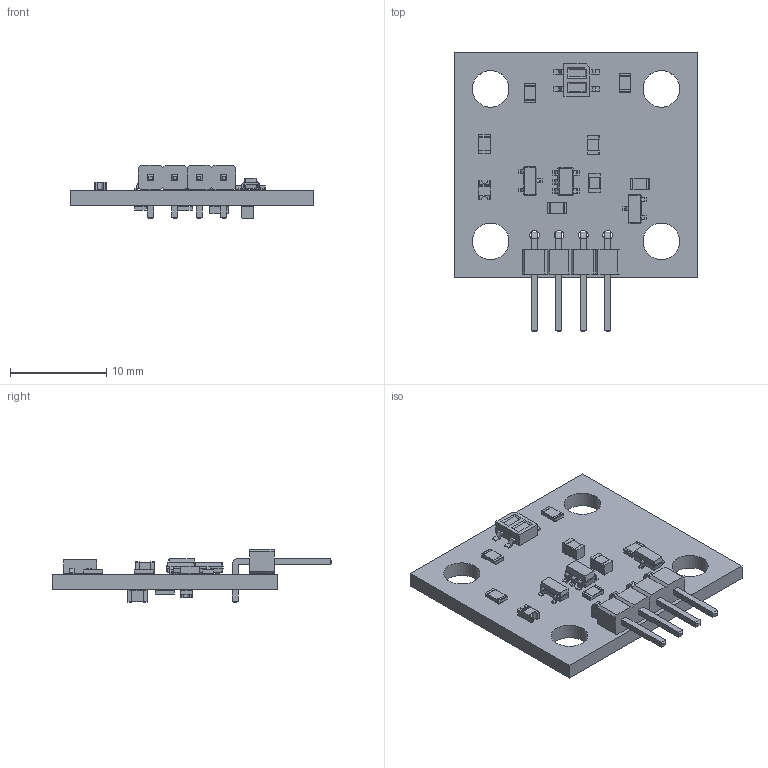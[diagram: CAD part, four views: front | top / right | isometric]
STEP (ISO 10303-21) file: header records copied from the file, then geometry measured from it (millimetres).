
FILE_DESCRIPTION(('KiCad electronic assembly'),'2;1');
FILE_NAME('EdgeDetector.step','2021-07-07T16:31:43',('An Author'),( 'A Company'),'Open CASCADE STEP processor 6.9', 'KiCad to STEP converter','Unknown');
FILE_SCHEMA(('AUTOMOTIVE_DESIGN { 1 0 10303 214 1 1 1 1 }'));
Length unit declared in the file: millimetre
Products named in the file (16): Open CASCADE STEP translator 6.9 1; R_0805_2012Metric; SOLID; SOT-23-5; SOT-23; D_0805_2012Metric; PinHeader_1x02_P2.54mm_Horizontal; OnSemi_CASE100CY; C_0805_2012Metric; COMPOUND
Assembly tree (26 placements, depth 3):
  Open CASCADE STEP translator 6.9 1
    R_0805_2012Metric  x7
      SOLID
    SOT-23-5
      SOLID
    SOT-23  x2
      SOLID
    D_0805_2012Metric  x2
      SOLID
    PinHeader_1x02_P2.54mm_Horizontal  x2
      SOLID
    OnSemi_CASE100CY
      SOLID
    C_0805_2012Metric  x3
      SOLID
    COMPOUND
Bounding box: 25.4 x 29.09 x 5.54 mm (x, y, z)
Volume: 1006.9 mm3; surface area: 1816.1 mm2
Topology: 19 solids, 19 shells, 798 faces, 2017 edges, 1279 vertices
Faces by surface type: plane 539, cylinder 176, bspline 83
Full cylindrical faces by diameter (mm): 1 x4, 3.81 x4
Entity records: 29222 total; most frequent: CARTESIAN_POINT 5436, DIRECTION 3755, LINE 2631, VECTOR 2631, ORIENTED_EDGE 2074, PCURVE 2074, DEFINITIONAL_REPRESENTATION 2074, EDGE_CURVE 1037
